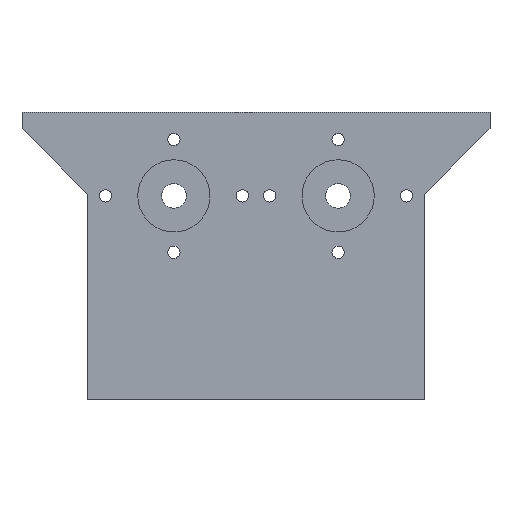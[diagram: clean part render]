
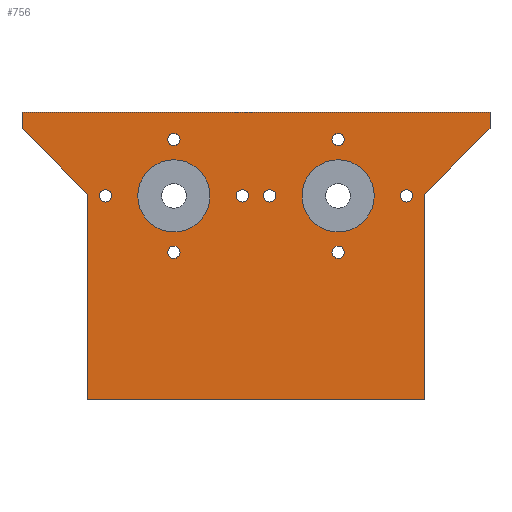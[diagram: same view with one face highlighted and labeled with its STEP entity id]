
A CAD part, front view. The second image highlights one B-rep face of the part: STEP entity #756.
In plain terms, the highlighted planar face has unit normal (0, -1, 0).
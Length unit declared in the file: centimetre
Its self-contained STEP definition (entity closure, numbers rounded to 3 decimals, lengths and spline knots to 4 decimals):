
#19=LINE('',#1144,#65);
#49=LINE('',#1223,#95);
#50=LINE('',#1226,#96);
#52=LINE('',#1230,#98);
#54=LINE('',#1234,#100);
#59=LINE('',#1243,#105);
#62=LINE('',#1249,#108);
#63=LINE('',#1251,#109);
#65=VECTOR('',#951,2.5045);
#95=VECTOR('',#1021,0.2);
#96=VECTOR('',#1024,5.705);
#98=VECTOR('',#1028,0.2);
#100=VECTOR('',#1032,1.125);
#105=VECTOR('',#1039,2.5045);
#108=VECTOR('',#1048,1.125);
#109=VECTOR('',#1051,4.114);
#130=PLANE('',#840);
#176=FACE_BOUND('',#315,.T.);
#177=FACE_BOUND('',#316,.T.);
#178=FACE_BOUND('',#317,.T.);
#179=FACE_BOUND('',#318,.T.);
#180=FACE_BOUND('',#319,.T.);
#181=FACE_BOUND('',#320,.T.);
#182=FACE_BOUND('',#321,.T.);
#183=FACE_BOUND('',#322,.T.);
#184=FACE_BOUND('',#323,.T.);
#185=FACE_BOUND('',#324,.T.);
#228=FACE_OUTER_BOUND('',#314,.T.);
#314=EDGE_LOOP('',(#672,#673,#674,#675,#676,#677,#678,#679));
#315=EDGE_LOOP('',(#680));
#316=EDGE_LOOP('',(#681));
#317=EDGE_LOOP('',(#682));
#318=EDGE_LOOP('',(#683));
#319=EDGE_LOOP('',(#684));
#320=EDGE_LOOP('',(#685));
#321=EDGE_LOOP('',(#686));
#322=EDGE_LOOP('',(#687));
#323=EDGE_LOOP('',(#688));
#324=EDGE_LOOP('',(#689));
#328=CIRCLE('',#761,0.075);
#330=CIRCLE('',#764,0.075);
#332=CIRCLE('',#767,0.075);
#334=CIRCLE('',#770,0.075);
#336=CIRCLE('',#773,0.075);
#338=CIRCLE('',#776,0.075);
#340=CIRCLE('',#779,0.075);
#342=CIRCLE('',#782,0.075);
#345=CIRCLE('',#786,0.44);
#348=CIRCLE('',#791,0.44);
#368=VERTEX_POINT('',#1056);
#370=VERTEX_POINT('',#1061);
#372=VERTEX_POINT('',#1066);
#374=VERTEX_POINT('',#1071);
#376=VERTEX_POINT('',#1076);
#378=VERTEX_POINT('',#1081);
#380=VERTEX_POINT('',#1086);
#382=VERTEX_POINT('',#1091);
#385=VERTEX_POINT('',#1098);
#388=VERTEX_POINT('',#1106);
#401=VERTEX_POINT('',#1141);
#402=VERTEX_POINT('',#1143);
#430=VERTEX_POINT('',#1219);
#431=VERTEX_POINT('',#1221);
#432=VERTEX_POINT('',#1225);
#433=VERTEX_POINT('',#1229);
#434=VERTEX_POINT('',#1233);
#435=VERTEX_POINT('',#1237);
#438=EDGE_CURVE('',#368,#368,#328,.T.);
#440=EDGE_CURVE('',#370,#370,#330,.T.);
#442=EDGE_CURVE('',#372,#372,#332,.T.);
#444=EDGE_CURVE('',#374,#374,#334,.T.);
#446=EDGE_CURVE('',#376,#376,#336,.T.);
#448=EDGE_CURVE('',#378,#378,#338,.T.);
#450=EDGE_CURVE('',#380,#380,#340,.T.);
#452=EDGE_CURVE('',#382,#382,#342,.T.);
#455=EDGE_CURVE('',#385,#385,#345,.T.);
#458=EDGE_CURVE('',#388,#388,#348,.T.);
#471=EDGE_CURVE('',#402,#401,#19,.T.);
#509=EDGE_CURVE('',#431,#430,#49,.F.);
#510=EDGE_CURVE('',#430,#432,#50,.T.);
#512=EDGE_CURVE('',#432,#433,#52,.F.);
#514=EDGE_CURVE('',#433,#434,#54,.F.);
#519=EDGE_CURVE('',#435,#434,#59,.T.);
#522=EDGE_CURVE('',#431,#402,#62,.T.);
#523=EDGE_CURVE('',#435,#401,#63,.F.);
#672=ORIENTED_EDGE('',*,*,#471,.T.);
#673=ORIENTED_EDGE('',*,*,#523,.F.);
#674=ORIENTED_EDGE('',*,*,#519,.T.);
#675=ORIENTED_EDGE('',*,*,#514,.F.);
#676=ORIENTED_EDGE('',*,*,#512,.F.);
#677=ORIENTED_EDGE('',*,*,#510,.F.);
#678=ORIENTED_EDGE('',*,*,#509,.F.);
#679=ORIENTED_EDGE('',*,*,#522,.T.);
#680=ORIENTED_EDGE('',*,*,#438,.T.);
#681=ORIENTED_EDGE('',*,*,#440,.T.);
#682=ORIENTED_EDGE('',*,*,#442,.T.);
#683=ORIENTED_EDGE('',*,*,#444,.T.);
#684=ORIENTED_EDGE('',*,*,#446,.T.);
#685=ORIENTED_EDGE('',*,*,#448,.T.);
#686=ORIENTED_EDGE('',*,*,#450,.T.);
#687=ORIENTED_EDGE('',*,*,#452,.T.);
#688=ORIENTED_EDGE('',*,*,#455,.T.);
#689=ORIENTED_EDGE('',*,*,#458,.T.);
#756=ADVANCED_FACE('',(#228,#176,#177,#178,#179,#180,#181,#182,#183,#184,
#185),#130,.T.);
#761=AXIS2_PLACEMENT_3D('',#1057,#846,#847);
#764=AXIS2_PLACEMENT_3D('',#1062,#852,#853);
#767=AXIS2_PLACEMENT_3D('',#1067,#858,#859);
#770=AXIS2_PLACEMENT_3D('',#1072,#864,#865);
#773=AXIS2_PLACEMENT_3D('',#1077,#870,#871);
#776=AXIS2_PLACEMENT_3D('',#1082,#876,#877);
#779=AXIS2_PLACEMENT_3D('',#1087,#882,#883);
#782=AXIS2_PLACEMENT_3D('',#1092,#888,#889);
#786=AXIS2_PLACEMENT_3D('',#1099,#896,#897);
#791=AXIS2_PLACEMENT_3D('',#1107,#906,#907);
#840=AXIS2_PLACEMENT_3D('',#1250,#1049,#1050);
#846=DIRECTION('center_axis',(0.,1.,0.));
#847=DIRECTION('ref_axis',(-1.,0.,0.));
#852=DIRECTION('center_axis',(0.,1.,0.));
#853=DIRECTION('ref_axis',(-1.,0.,0.));
#858=DIRECTION('center_axis',(0.,1.,0.));
#859=DIRECTION('ref_axis',(-1.,0.,0.));
#864=DIRECTION('center_axis',(0.,1.,0.));
#865=DIRECTION('ref_axis',(-1.,0.,0.));
#870=DIRECTION('center_axis',(0.,1.,0.));
#871=DIRECTION('ref_axis',(-1.,0.,0.));
#876=DIRECTION('center_axis',(0.,1.,0.));
#877=DIRECTION('ref_axis',(-1.,0.,0.));
#882=DIRECTION('center_axis',(0.,1.,0.));
#883=DIRECTION('ref_axis',(-1.,0.,0.));
#888=DIRECTION('center_axis',(0.,1.,0.));
#889=DIRECTION('ref_axis',(-1.,0.,0.));
#896=DIRECTION('center_axis',(0.,1.,0.));
#897=DIRECTION('ref_axis',(1.,0.,0.));
#906=DIRECTION('center_axis',(0.,1.,0.));
#907=DIRECTION('ref_axis',(1.,0.,0.));
#951=DIRECTION('',(0.,0.,-1.));
#1021=DIRECTION('',(0.,0.,-1.));
#1024=DIRECTION('',(1.,0.,0.));
#1028=DIRECTION('',(0.,0.,1.));
#1032=DIRECTION('',(0.707,0.,0.707));
#1039=DIRECTION('',(0.,0.,1.));
#1048=DIRECTION('',(0.707,0.,-0.707));
#1049=DIRECTION('center_axis',(0.,-1.,0.));
#1050=DIRECTION('ref_axis',(1.,0.,0.));
#1051=DIRECTION('',(1.,0.,0.));
#1056=CARTESIAN_POINT('',(3.0658,5.7034,1.4666));
#1057=CARTESIAN_POINT('Origin',(2.9908,5.7034,1.4666));
#1061=CARTESIAN_POINT('',(0.2302,5.7034,0.7796));
#1062=CARTESIAN_POINT('Origin',(0.1552,5.7034,0.7796));
#1066=CARTESIAN_POINT('',(1.0642,5.7034,1.4666));
#1067=CARTESIAN_POINT('Origin',(0.9892,5.7034,1.4666));
#1071=CARTESIAN_POINT('',(1.8982,5.7034,0.7796));
#1072=CARTESIAN_POINT('Origin',(1.8232,5.7034,0.7796));
#1076=CARTESIAN_POINT('',(3.8998,5.7034,0.7796));
#1077=CARTESIAN_POINT('Origin',(3.8248,5.7034,0.7796));
#1081=CARTESIAN_POINT('',(1.0642,5.7034,0.0926));
#1082=CARTESIAN_POINT('Origin',(0.9892,5.7034,0.0926));
#1086=CARTESIAN_POINT('',(3.0658,5.7034,0.0926));
#1087=CARTESIAN_POINT('Origin',(2.9908,5.7034,0.0926));
#1091=CARTESIAN_POINT('',(2.2318,5.7034,0.7796));
#1092=CARTESIAN_POINT('Origin',(2.1568,5.7034,0.7796));
#1098=CARTESIAN_POINT('',(0.5492,5.7034,0.7796));
#1099=CARTESIAN_POINT('Origin',(0.9892,5.7034,0.7796));
#1106=CARTESIAN_POINT('',(2.5508,5.7034,0.7796));
#1107=CARTESIAN_POINT('Origin',(2.9908,5.7034,0.7796));
#1141=CARTESIAN_POINT('',(-0.067,5.7034,-1.7034));
#1143=CARTESIAN_POINT('',(-0.067,5.7034,0.8012));
#1144=CARTESIAN_POINT('',(-0.067,5.7034,1.6466));
#1219=CARTESIAN_POINT('',(-0.8625,5.7034,1.7966));
#1221=CARTESIAN_POINT('',(-0.8625,5.7034,1.5966));
#1223=CARTESIAN_POINT('',(-0.8625,5.7034,1.7466));
#1225=CARTESIAN_POINT('',(4.8425,5.7034,1.7966));
#1226=CARTESIAN_POINT('',(-0.448,5.7034,1.7966));
#1229=CARTESIAN_POINT('',(4.8425,5.7034,1.5966));
#1230=CARTESIAN_POINT('',(4.8425,5.7034,1.7466));
#1233=CARTESIAN_POINT('',(4.047,5.7034,0.8012));
#1234=CARTESIAN_POINT('',(3.5491,5.7034,0.3032));
#1237=CARTESIAN_POINT('',(4.047,5.7034,-1.7034));
#1243=CARTESIAN_POINT('',(4.047,5.7034,-8.3534));
#1249=CARTESIAN_POINT('',(-0.3819,5.7034,1.1161));
#1250=CARTESIAN_POINT('Origin',(-0.4313,5.7034,1.6966));
#1251=CARTESIAN_POINT('',(1.8079,5.7034,-1.7034));
